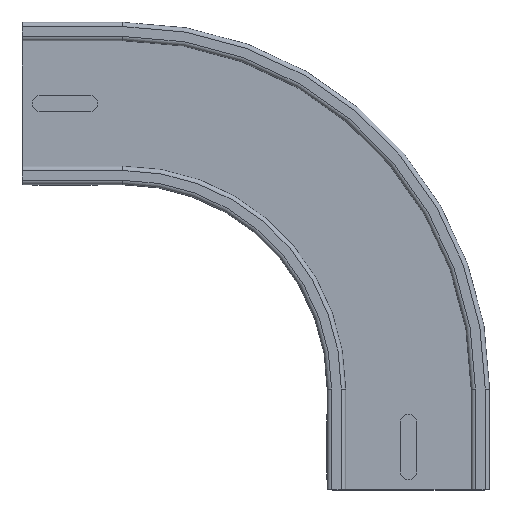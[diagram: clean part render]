
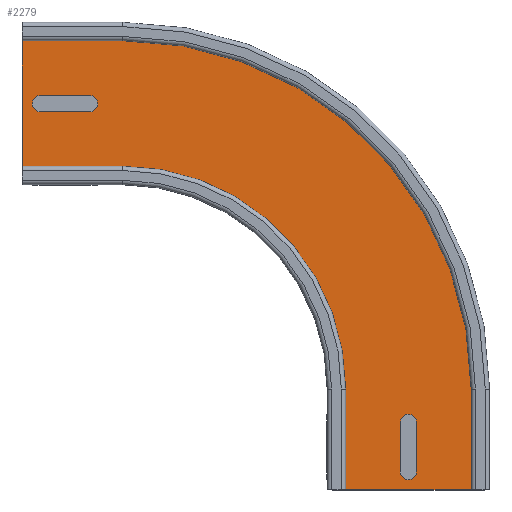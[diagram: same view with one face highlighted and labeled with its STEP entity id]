
A CAD part, top view. The second image highlights one B-rep face of the part: STEP entity #2279.
In plain terms, the highlighted planar face has unit normal (0, 0, 1).
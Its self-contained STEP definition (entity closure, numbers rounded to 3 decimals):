
#231=FACE_OUTER_BOUND('',#365,.T.);
#365=EDGE_LOOP('',(#1999,#2000,#2001,#2002,#2003,#2004,#2005,#2006));
#533=CIRCLE('',#2589,176.8);
#534=CIRCLE('',#2590,102.6);
#698=LINE('',#4001,#878);
#712=LINE('',#4043,#892);
#713=LINE('',#4048,#893);
#714=LINE('',#4052,#894);
#715=LINE('',#4054,#895);
#716=LINE('',#4055,#896);
#878=VECTOR('',#3277,1.);
#892=VECTOR('',#3319,1.);
#893=VECTOR('',#3324,1.);
#894=VECTOR('',#3327,1.);
#895=VECTOR('',#3328,1.);
#896=VECTOR('',#3329,1.);
#1104=VERTEX_POINT('',#3998);
#1105=VERTEX_POINT('',#4000);
#1119=VERTEX_POINT('',#4041);
#1120=VERTEX_POINT('',#4045);
#1121=VERTEX_POINT('',#4046);
#1122=VERTEX_POINT('',#4049);
#1123=VERTEX_POINT('',#4051);
#1124=VERTEX_POINT('',#4053);
#1424=EDGE_CURVE('',#1104,#1105,#698,.T.);
#1446=EDGE_CURVE('',#1119,#1104,#712,.T.);
#1447=EDGE_CURVE('',#1120,#1121,#533,.T.);
#1448=EDGE_CURVE('',#1120,#1105,#713,.T.);
#1449=EDGE_CURVE('',#1119,#1122,#534,.T.);
#1450=EDGE_CURVE('',#1123,#1122,#714,.T.);
#1451=EDGE_CURVE('',#1124,#1123,#715,.T.);
#1452=EDGE_CURVE('',#1124,#1121,#716,.T.);
#1999=ORIENTED_EDGE('',*,*,#1447,.F.);
#2000=ORIENTED_EDGE('',*,*,#1448,.T.);
#2001=ORIENTED_EDGE('',*,*,#1424,.F.);
#2002=ORIENTED_EDGE('',*,*,#1446,.F.);
#2003=ORIENTED_EDGE('',*,*,#1449,.T.);
#2004=ORIENTED_EDGE('',*,*,#1450,.F.);
#2005=ORIENTED_EDGE('',*,*,#1451,.F.);
#2006=ORIENTED_EDGE('',*,*,#1452,.T.);
#2157=PLANE('',#2588);
#2279=ADVANCED_FACE('',(#231),#2157,.T.);
#2588=AXIS2_PLACEMENT_3D('',#4044,#3320,#3321);
#2589=AXIS2_PLACEMENT_3D('',#4047,#3322,#3323);
#2590=AXIS2_PLACEMENT_3D('',#4050,#3325,#3326);
#3277=DIRECTION('',(0.,1.,0.));
#3319=DIRECTION('',(-1.,0.,0.));
#3320=DIRECTION('center_axis',(0.,0.,1.));
#3321=DIRECTION('ref_axis',(0.,1.,0.));
#3322=DIRECTION('center_axis',(0.,0.,
-1.));
#3323=DIRECTION('ref_axis',(0.,1.,0.));
#3324=DIRECTION('',(-1.,0.,0.));
#3325=DIRECTION('center_axis',(0.,0.,
-1.));
#3326=DIRECTION('ref_axis',(0.,1.,0.));
#3327=DIRECTION('',(0.,1.,0.));
#3328=DIRECTION('',(-1.,0.,0.));
#3329=DIRECTION('',(0.,1.,0.));
#3998=CARTESIAN_POINT('',(9.84,8.431,1.1));
#4000=CARTESIAN_POINT('',(9.84,82.631,1.1));
#4001=CARTESIAN_POINT('',(9.84,8.431,1.1));
#4041=CARTESIAN_POINT('',(59.14,8.431,1.1));
#4043=CARTESIAN_POINT('',(59.14,8.431,1.1));
#4044=CARTESIAN_POINT('Origin',(59.14,8.431,1.1));
#4045=CARTESIAN_POINT('',(59.14,82.631,1.1));
#4046=CARTESIAN_POINT('',(235.94,-94.169,1.1));
#4047=CARTESIAN_POINT('Origin',(59.14,-94.169,1.1));
#4048=CARTESIAN_POINT('',(59.14,82.631,1.1));
#4049=CARTESIAN_POINT('',(161.74,-94.169,1.1));
#4050=CARTESIAN_POINT('Origin',(59.14,-94.169,1.1));
#4051=CARTESIAN_POINT('',(161.74,-143.469,1.1));
#4052=CARTESIAN_POINT('',(161.74,-143.469,1.1));
#4053=CARTESIAN_POINT('',(235.94,-143.469,1.1));
#4054=CARTESIAN_POINT('',(213.54,-143.469,1.1));
#4055=CARTESIAN_POINT('',(235.94,-143.469,1.1));
